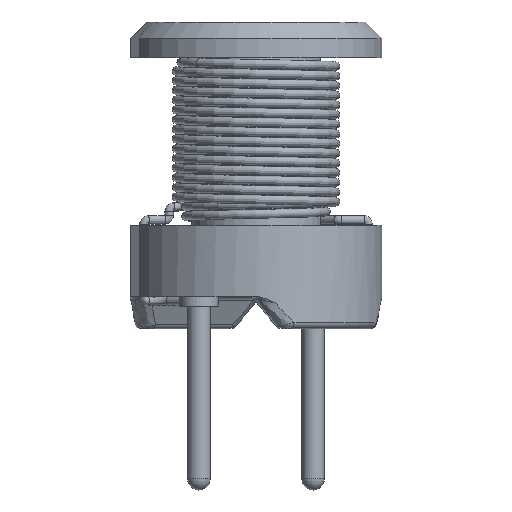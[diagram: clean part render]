
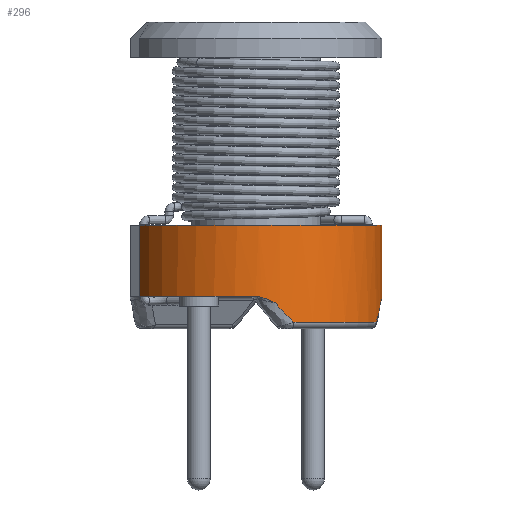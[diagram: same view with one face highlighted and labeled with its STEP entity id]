
A CAD part, left-side view. The second image highlights one B-rep face of the part: STEP entity #296.
In plain terms, the highlighted cylindrical face has radius 3.9 mm (diameter 7.8 mm), a partial arc.
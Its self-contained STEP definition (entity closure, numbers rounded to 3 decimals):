
#296 = ADVANCED_FACE( '', ( #685 ), #686, .T. );
#685 = FACE_OUTER_BOUND( '', #1946, .T. );
#686 = CYLINDRICAL_SURFACE( '', #1947, 3.9 );
#1946 = EDGE_LOOP( '', ( #7517, #7518, #7519, #7520, #7521, #7522, #7523, #7524, #7525 ) );
#1947 = AXIS2_PLACEMENT_3D( '', #7526, #7527, #7528 );
#7517 = ORIENTED_EDGE( '', *, *, #8820, .F. );
#7518 = ORIENTED_EDGE( '', *, *, #8768, .T. );
#7519 = ORIENTED_EDGE( '', *, *, #8821, .T. );
#7520 = ORIENTED_EDGE( '', *, *, #8822, .T. );
#7521 = ORIENTED_EDGE( '', *, *, #8807, .T. );
#7522 = ORIENTED_EDGE( '', *, *, #8823, .T. );
#7523 = ORIENTED_EDGE( '', *, *, #8824, .T. );
#7524 = ORIENTED_EDGE( '', *, *, #8825, .T. );
#7525 = ORIENTED_EDGE( '', *, *, #8826, .F. );
#7526 = CARTESIAN_POINT( '', ( 0., 0., -3.2 ) );
#7527 = DIRECTION( '', ( 0., 0., -1. ) );
#7528 = DIRECTION( '', ( 1., 0., 0. ) );
#8768 = EDGE_CURVE( '', #9313, #9311, #9314, .T. );
#8807 = EDGE_CURVE( '', #9380, #9378, #9381, .T. );
#8820 = EDGE_CURVE( '', #9313, #9402, #9403, .T. );
#8821 = EDGE_CURVE( '', #9311, #9404, #9405, .T. );
#8822 = EDGE_CURVE( '', #9404, #9380, #9406, .F. );
#8823 = EDGE_CURVE( '', #9378, #9407, #9408, .F. );
#8824 = EDGE_CURVE( '', #9407, #9409, #9410, .T. );
#8825 = EDGE_CURVE( '', #9409, #9411, #9412, .T. );
#8826 = EDGE_CURVE( '', #9402, #9411, #9413, .T. );
#9311 = VERTEX_POINT( '', #10181 );
#9313 = VERTEX_POINT( '', #10234 );
#9314 = B_SPLINE_CURVE_WITH_KNOTS( '', 3, ( #10235, #10236, #10237, #10238, #10239, #10240, #10241, #10242, #10243, #10244, #10245, #10246, #10247, #10248, #10249, #10250, #10251, #10252, #10253, #10254, #10255, #10256, #10257 ), .UNSPECIFIED., .F., .F., ( 4, 1, 2, 2, 2, 2, 2, 2, 1, 2, 1, 2, 4 ), ( 0., 0., 0., 0., 0., 0., 0., 0., 0., 0.001, 0.001, 0.001, 0.001 ), .UNSPECIFIED. );
#9378 = VERTEX_POINT( '', #10514 );
#9380 = VERTEX_POINT( '', #10572 );
#9381 = ELLIPSE( '', #10573, 8.375, 3.9 );
#9402 = VERTEX_POINT( '', #10661 );
#9403 = CIRCLE( '', #10662, 3.9 );
#9404 = VERTEX_POINT( '', #10663 );
#9405 = ELLIPSE( '', #10664, 8.375, 3.9 );
#9406 = CIRCLE( '', #10665, 3.9 );
#9407 = VERTEX_POINT( '', #10666 );
#9408 = B_SPLINE_CURVE_WITH_KNOTS( '', 3, ( #10667, #10668, #10669, #10670, #10671, #10672, #10673, #10674, #10675, #10676, #10677, #10678, #10679, #10680, #10681, #10682, #10683, #10684, #10685, #10686, #10687, #10688, #10689, #10690 ), .UNSPECIFIED., .F., .F., ( 4, 2, 2, 2, 2, 1, 2, 1, 2, 1, 1, 2, 2, 4 ), ( 0., 0., 0., 0., 0., 0., 0., 0., 0.001, 0.001, 0.001, 0.001, 0.001, 0.001 ), .UNSPECIFIED. );
#9409 = VERTEX_POINT( '', #10691 );
#9410 = LINE( '', #10692, #10693 );
#9411 = VERTEX_POINT( '', #10694 );
#9412 = CIRCLE( '', #10695, 3.9 );
#9413 = LINE( '', #10696, #10697 );
#10181 = CARTESIAN_POINT( '', ( -3.855, -0.593, -2.4 ) );
#10234 = CARTESIAN_POINT( '', ( -3.9, 0.012, -2.2 ) );
#10235 = CARTESIAN_POINT( '', ( -3.9, 0.012, -2.2 ) );
#10236 = CARTESIAN_POINT( '', ( -3.9, -0.001, -2.2 ) );
#10237 = CARTESIAN_POINT( '', ( -3.9, -0.028, -2.201 ) );
#10238 = CARTESIAN_POINT( '', ( -3.9, -0.055, -2.204 ) );
#10239 = CARTESIAN_POINT( '', ( -3.899, -0.095, -2.209 ) );
#10240 = CARTESIAN_POINT( '', ( -3.898, -0.121, -2.215 ) );
#10241 = CARTESIAN_POINT( '', ( -3.897, -0.16, -2.224 ) );
#10242 = CARTESIAN_POINT( '', ( -3.896, -0.173, -2.228 ) );
#10243 = CARTESIAN_POINT( '', ( -3.895, -0.199, -2.235 ) );
#10244 = CARTESIAN_POINT( '', ( -3.894, -0.212, -2.239 ) );
#10245 = CARTESIAN_POINT( '', ( -3.892, -0.25, -2.251 ) );
#10246 = CARTESIAN_POINT( '', ( -3.89, -0.275, -2.26 ) );
#10247 = CARTESIAN_POINT( '', ( -3.886, -0.325, -2.28 ) );
#10248 = CARTESIAN_POINT( '', ( -3.884, -0.35, -2.29 ) );
#10249 = CARTESIAN_POINT( '', ( -3.88, -0.399, -2.311 ) );
#10250 = CARTESIAN_POINT( '', ( -3.874, -0.448, -2.332 ) );
#10251 = CARTESIAN_POINT( '', ( -3.868, -0.496, -2.355 ) );
#10252 = CARTESIAN_POINT( '', ( -3.863, -0.533, -2.372 ) );
#10253 = CARTESIAN_POINT( '', ( -3.861, -0.551, -2.38 ) );
#10254 = CARTESIAN_POINT( '', ( -3.858, -0.569, -2.389 ) );
#10255 = CARTESIAN_POINT( '', ( -3.857, -0.581, -2.394 ) );
#10256 = CARTESIAN_POINT( '', ( -3.856, -0.587, -2.397 ) );
#10257 = CARTESIAN_POINT( '', ( -3.855, -0.593, -2.4 ) );
#10514 = CARTESIAN_POINT( '', ( -0.593, -3.855, -2.4 ) );
#10572 = CARTESIAN_POINT( '', ( -1.175, -3.719, -3. ) );
#10573 = AXIS2_PLACEMENT_3D( '', #12459, #12460, #12461 );
#10661 = CARTESIAN_POINT( '', ( -1.472, 3.612, -2.2 ) );
#10662 = AXIS2_PLACEMENT_3D( '', #12466, #12467, #12468 );
#10663 = CARTESIAN_POINT( '', ( -3.719, -1.175, -3. ) );
#10664 = AXIS2_PLACEMENT_3D( '', #12469, #12470, #12471 );
#10665 = AXIS2_PLACEMENT_3D( '', #12472, #12473, #12474 );
#10666 = CARTESIAN_POINT( '', ( 0., -3.9, -2.2 ) );
#10667 = CARTESIAN_POINT( '', ( 0., -3.9, -2.2 ) );
#10668 = CARTESIAN_POINT( '', ( -0.027, -3.9, -2.201 ) );
#10669 = CARTESIAN_POINT( '', ( -0.053, -3.9, -2.203 ) );
#10670 = CARTESIAN_POINT( '', ( -0.105, -3.899, -2.211 ) );
#10671 = CARTESIAN_POINT( '', ( -0.13, -3.898, -2.217 ) );
#10672 = CARTESIAN_POINT( '', ( -0.181, -3.896, -2.23 ) );
#10673 = CARTESIAN_POINT( '', ( -0.206, -3.895, -2.237 ) );
#10674 = CARTESIAN_POINT( '', ( -0.244, -3.892, -2.25 ) );
#10675 = CARTESIAN_POINT( '', ( -0.256, -3.892, -2.254 ) );
#10676 = CARTESIAN_POINT( '', ( -0.281, -3.89, -2.263 ) );
#10677 = CARTESIAN_POINT( '', ( -0.318, -3.887, -2.277 ) );
#10678 = CARTESIAN_POINT( '', ( -0.355, -3.884, -2.292 ) );
#10679 = CARTESIAN_POINT( '', ( -0.403, -3.879, -2.312 ) );
#10680 = CARTESIAN_POINT( '', ( -0.451, -3.874, -2.333 ) );
#10681 = CARTESIAN_POINT( '', ( -0.498, -3.868, -2.356 ) );
#10682 = CARTESIAN_POINT( '', ( -0.534, -3.863, -2.372 ) );
#10683 = CARTESIAN_POINT( '', ( -0.551, -3.861, -2.381 ) );
#10684 = CARTESIAN_POINT( '', ( -0.572, -3.858, -2.39 ) );
#10685 = CARTESIAN_POINT( '', ( -0.581, -3.856, -2.394 ) );
#10686 = CARTESIAN_POINT( '', ( -0.585, -3.856, -2.397 ) );
#10687 = CARTESIAN_POINT( '', ( -0.587, -3.856, -2.397 ) );
#10688 = CARTESIAN_POINT( '', ( -0.59, -3.855, -2.399 ) );
#10689 = CARTESIAN_POINT( '', ( -0.591, -3.855, -2.399 ) );
#10690 = CARTESIAN_POINT( '', ( -0.593, -3.855, -2.4 ) );
#10691 = CARTESIAN_POINT( '', ( 0., -3.9, 0. ) );
#10692 = CARTESIAN_POINT( '', ( 0., -3.9, -8.28 ) );
#10693 = VECTOR( '', #12475, 1000. );
#10694 = CARTESIAN_POINT( '', ( -1.472, 3.612, 0. ) );
#10695 = AXIS2_PLACEMENT_3D( '', #12476, #12477, #12478 );
#10696 = CARTESIAN_POINT( '', ( -1.472, 3.612, -8.28 ) );
#10697 = VECTOR( '', #12479, 1000. );
#12459 = CARTESIAN_POINT( '', ( 0., 0., 3.577 ) );
#12460 = DIRECTION( '', ( -0.626, -0.626, 0.466 ) );
#12461 = DIRECTION( '', ( 0.329, 0.329, 0.885 ) );
#12466 = CARTESIAN_POINT( '', ( 0., 0., -2.2 ) );
#12467 = DIRECTION( '', ( 0., 0., -1. ) );
#12468 = DIRECTION( '', ( 0.895, -0.446, 0. ) );
#12469 = CARTESIAN_POINT( '', ( 0., 0., 3.577 ) );
#12470 = DIRECTION( '', ( -0.626, -0.626, 0.466 ) );
#12471 = DIRECTION( '', ( 0.329, 0.329, 0.885 ) );
#12472 = CARTESIAN_POINT( '', ( 0., 0., -3. ) );
#12473 = DIRECTION( '', ( 0., 0., -1. ) );
#12474 = DIRECTION( '', ( -1., 0., 0. ) );
#12475 = DIRECTION( '', ( 0., 0., 1. ) );
#12476 = CARTESIAN_POINT( '', ( 0., 0., 0. ) );
#12477 = DIRECTION( '', ( 0., 0., -1. ) );
#12478 = DIRECTION( '', ( 1., 0., 0. ) );
#12479 = DIRECTION( '', ( 0., 0., 1. ) );
